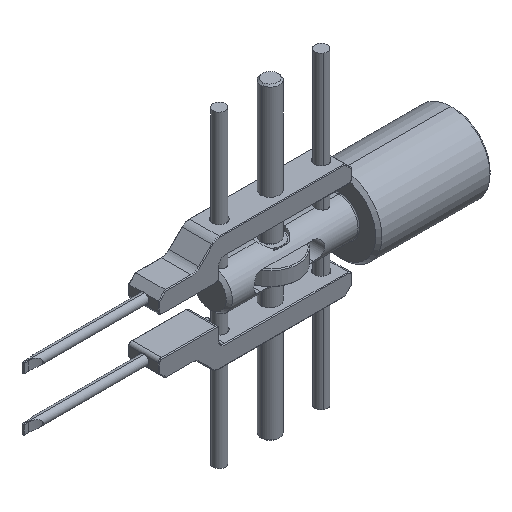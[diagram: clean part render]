
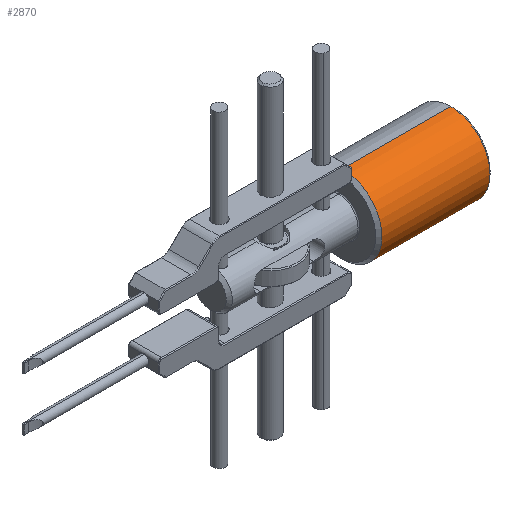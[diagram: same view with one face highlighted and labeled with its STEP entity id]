
A CAD part, isometric view. The second image highlights one B-rep face of the part: STEP entity #2870.
In plain terms, the highlighted cylindrical face has radius 12.7 mm (diameter 25.4 mm), a partial arc.
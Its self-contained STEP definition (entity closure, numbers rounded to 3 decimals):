
#232 = CYLINDRICAL_SURFACE ( 'NONE', #3043, 12.7 ) ;
#510 = DIRECTION ( 'NONE',  ( -1., 0., 0. ) ) ;
#719 = CARTESIAN_POINT ( 'NONE',  ( 58.5, 0., -12.7 ) ) ;
#765 = VERTEX_POINT ( 'NONE', #10844 ) ;
#1578 = ORIENTED_EDGE ( 'NONE', *, *, #7737, .T. ) ;
#1872 = FACE_OUTER_BOUND ( 'NONE', #4871, .T. ) ;
#2016 = DIRECTION ( 'NONE',  ( 0., 0., 1. ) ) ;
#2155 = DIRECTION ( 'NONE',  ( 0., 0., -1. ) ) ;
#2658 = CARTESIAN_POINT ( 'NONE',  ( 59.5, 0., -12.7 ) ) ;
#2762 = VERTEX_POINT ( 'NONE', #11040 ) ;
#2870 = ADVANCED_FACE ( 'NONE', ( #1872 ), #232, .T. ) ;
#3043 = AXIS2_PLACEMENT_3D ( 'NONE', #12520, #5060, #2016 ) ;
#3092 = CARTESIAN_POINT ( 'NONE',  ( 58.5, 0., 0. ) ) ;
#3603 = VERTEX_POINT ( 'NONE', #11945 ) ;
#3670 = VERTEX_POINT ( 'NONE', #719 ) ;
#4551 = VECTOR ( 'NONE', #8676, 1000. ) ;
#4674 = CARTESIAN_POINT ( 'NONE',  ( 23.5, 0., 0. ) ) ;
#4871 = EDGE_LOOP ( 'NONE', ( #10647, #1578, #12275, #5034 ) ) ;
#5034 = ORIENTED_EDGE ( 'NONE', *, *, #13414, .T. ) ;
#5060 = DIRECTION ( 'NONE',  ( -1., 0., 0. ) ) ;
#5715 = AXIS2_PLACEMENT_3D ( 'NONE', #4674, #10086, #8926 ) ;
#6165 = CIRCLE ( 'NONE', #5715, 12.7 ) ;
#6355 = DIRECTION ( 'NONE',  ( -1., 0., 0. ) ) ;
#6603 = AXIS2_PLACEMENT_3D ( 'NONE', #3092, #6355, #2155 ) ;
#6695 = EDGE_CURVE ( 'NONE', #3670, #2762, #13533, .T. ) ;
#7381 = EDGE_CURVE ( 'NONE', #3603, #765, #8379, .T. ) ;
#7737 = EDGE_CURVE ( 'NONE', #3670, #3603, #11981, .T. ) ;
#8379 = LINE ( 'NONE', #10767, #4551 ) ;
#8676 = DIRECTION ( 'NONE',  ( -1., 0., 0. ) ) ;
#8926 = DIRECTION ( 'NONE',  ( 0., 0., 1. ) ) ;
#9212 = VECTOR ( 'NONE', #510, 1000. ) ;
#10086 = DIRECTION ( 'NONE',  ( 1., 0., 0. ) ) ;
#10647 = ORIENTED_EDGE ( 'NONE', *, *, #6695, .F. ) ;
#10767 = CARTESIAN_POINT ( 'NONE',  ( 59.5, 0., 12.7 ) ) ;
#10844 = CARTESIAN_POINT ( 'NONE',  ( 23.5, 0., 12.7 ) ) ;
#11040 = CARTESIAN_POINT ( 'NONE',  ( 23.5, 0., -12.7 ) ) ;
#11945 = CARTESIAN_POINT ( 'NONE',  ( 58.5, 0., 12.7 ) ) ;
#11981 = CIRCLE ( 'NONE', #6603, 12.7 ) ;
#12275 = ORIENTED_EDGE ( 'NONE', *, *, #7381, .T. ) ;
#12520 = CARTESIAN_POINT ( 'NONE',  ( 59.5, 0., 0. ) ) ;
#13414 = EDGE_CURVE ( 'NONE', #765, #2762, #6165, .T. ) ;
#13533 = LINE ( 'NONE', #2658, #9212 ) ;
